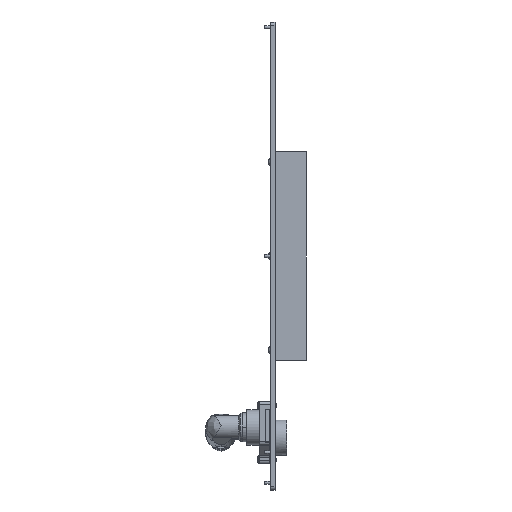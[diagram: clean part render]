
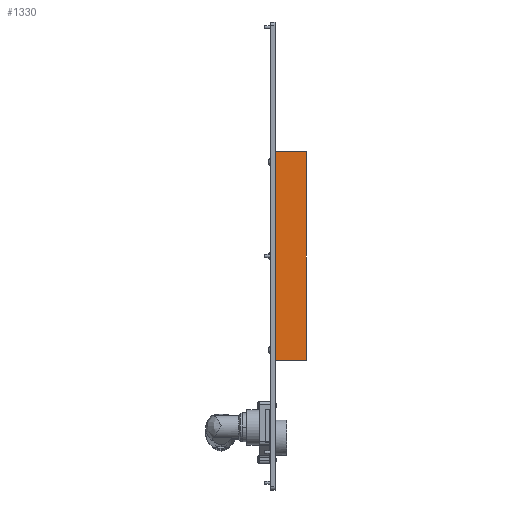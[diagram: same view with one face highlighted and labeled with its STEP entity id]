
A CAD part, left-side view. The second image highlights one B-rep face of the part: STEP entity #1330.
In plain terms, the highlighted face is planar.
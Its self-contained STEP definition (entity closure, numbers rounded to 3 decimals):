
#174 = CARTESIAN_POINT ( 'NONE',  ( 100., 15., 5. ) ) ;
#749 = LINE ( 'NONE', #16013, #3255 ) ;
#1254 = PLANE ( 'NONE',  #11241 ) ;
#1262 = EDGE_LOOP ( 'NONE', ( #11685, #5977, #4449, #14307 ) ) ;
#1330 = ADVANCED_FACE ( 'NONE', ( #11789 ), #1254, .T. ) ;
#1649 = CARTESIAN_POINT ( 'NONE',  ( -100., 15., 5. ) ) ;
#1710 = CARTESIAN_POINT ( 'NONE',  ( 100., 15., 5. ) ) ;
#1909 = LINE ( 'NONE', #1649, #11364 ) ;
#3255 = VECTOR ( 'NONE', #13493, 1000. ) ;
#3475 = CARTESIAN_POINT ( 'NONE',  ( 100., -15., 5. ) ) ;
#4449 = ORIENTED_EDGE ( 'NONE', *, *, #10326, .T. ) ;
#4687 = DIRECTION ( 'NONE',  ( 0., -1., 0. ) ) ;
#4899 = VECTOR ( 'NONE', #4687, 1000. ) ;
#5181 = CARTESIAN_POINT ( 'NONE',  ( -100., -15., 5. ) ) ;
#5368 = DIRECTION ( 'NONE',  ( 0., 1., 0. ) ) ;
#5977 = ORIENTED_EDGE ( 'NONE', *, *, #12730, .T. ) ;
#6455 = EDGE_CURVE ( 'NONE', #12544, #7748, #1909, .T. ) ;
#7748 = VERTEX_POINT ( 'NONE', #8631 ) ;
#7977 = DIRECTION ( 'NONE',  ( 1., 0., 0. ) ) ;
#8492 = CARTESIAN_POINT ( 'NONE',  ( -100., 15., 5. ) ) ;
#8631 = CARTESIAN_POINT ( 'NONE',  ( -100., 15., 5. ) ) ;
#9834 = LINE ( 'NONE', #8492, #4899 ) ;
#10326 = EDGE_CURVE ( 'NONE', #10774, #12544, #11812, .T. ) ;
#10421 = DIRECTION ( 'NONE',  ( 0., 0., 1. ) ) ;
#10774 = VERTEX_POINT ( 'NONE', #3475 ) ;
#11241 = AXIS2_PLACEMENT_3D ( 'NONE', #5181, #10421, #7977 ) ;
#11364 = VECTOR ( 'NONE', #14542, 1000. ) ;
#11685 = ORIENTED_EDGE ( 'NONE', *, *, #12707, .T. ) ;
#11789 = FACE_OUTER_BOUND ( 'NONE', #1262, .T. ) ;
#11812 = LINE ( 'NONE', #174, #15387 ) ;
#12544 = VERTEX_POINT ( 'NONE', #1710 ) ;
#12707 = EDGE_CURVE ( 'NONE', #7748, #13757, #9834, .T. ) ;
#12730 = EDGE_CURVE ( 'NONE', #13757, #10774, #749, .T. ) ;
#13493 = DIRECTION ( 'NONE',  ( 1., 0., 0. ) ) ;
#13701 = CARTESIAN_POINT ( 'NONE',  ( -100., -15., 5. ) ) ;
#13757 = VERTEX_POINT ( 'NONE', #13701 ) ;
#14307 = ORIENTED_EDGE ( 'NONE', *, *, #6455, .T. ) ;
#14542 = DIRECTION ( 'NONE',  ( -1., 0., 0. ) ) ;
#15387 = VECTOR ( 'NONE', #5368, 1000. ) ;
#16013 = CARTESIAN_POINT ( 'NONE',  ( -100., -15., 5. ) ) ;
